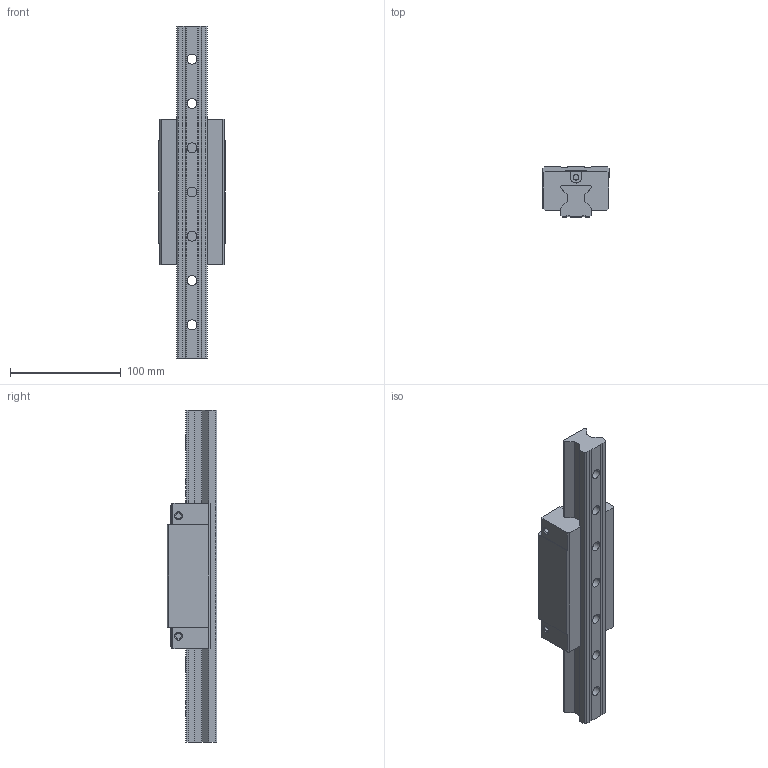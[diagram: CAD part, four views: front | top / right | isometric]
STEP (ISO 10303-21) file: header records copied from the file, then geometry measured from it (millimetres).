
FILE_DESCRIPTION((''),'2;1');
FILE_NAME('RGH30HA_ASM','2006-08-29T',('vincent'),(''),'PRO/ENGINEER BY PARAMETRIC TECHNOLOGY CORPORATION, 2004360','PRO/ENGINEER BY PARAMETRIC TECHNOLOGY CORPORATION, 2004360','');
FILE_SCHEMA(('CONFIG_CONTROL_DESIGN'));
Length unit declared in the file: millimetre
Products named in the file (3): RGH30HA_BLOCK; RGR30_RAIL; RGH30HA_ASM
Assembly tree (2 placements, depth 2):
  RGH30HA_ASM
    RGH30HA_BLOCK
    RGR30_RAIL
Bounding box: 60 x 45 x 300 mm (x, y, z)
Volume: 399050.9 mm3; surface area: 81396.5 mm2
Topology: 2 solids, 2 shells, 187 faces, 474 edges, 312 vertices
Faces by surface type: plane 105, cylinder 62, cone 20
Entity records: 5769 total; most frequent: DIRECTION 1006, CARTESIAN_POINT 978, ORIENTED_EDGE 948, EDGE_CURVE 474, AXIS2_PLACEMENT_3D 340, VECTOR 326, LINE 326, VERTEX_POINT 312
